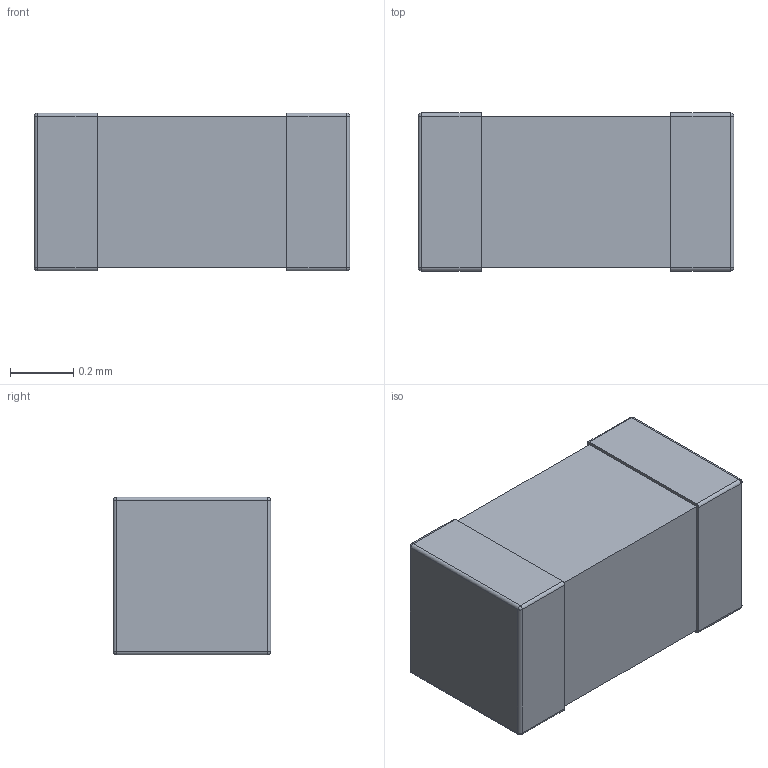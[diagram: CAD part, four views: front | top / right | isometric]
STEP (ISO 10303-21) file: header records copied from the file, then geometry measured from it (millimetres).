
FILE_DESCRIPTION (( 'STEP AP214' ), '1' );
FILE_NAME ('C0402.STEP', '2019-05-09T15:41:55', ( '' ), ( '' ), 'SwSTEP 2.0', 'SolidWorks 2018', '' );
FILE_SCHEMA (( 'AUTOMOTIVE_DESIGN' ));
Length unit declared in the file: millimetre
Products named in the file (1): C0402
Bounding box: 1 x 0.5 x 0.5 mm (x, y, z)
Volume: 0.2 mm3; surface area: 2.5 mm2
Topology: 1 solids, 1 shells, 104 faces, 260 edges, 160 vertices
Faces by surface type: plane 44, bspline 36, cylinder 16, sphere 8
Entity records: 5602 total; most frequent: CARTESIAN_POINT 2833, ORIENTED_EDGE 504, DIRECTION 350, EDGE_CURVE 252, VERTEX_POINT 160, VECTOR 148, LINE 148, EDGE_LOOP 114
